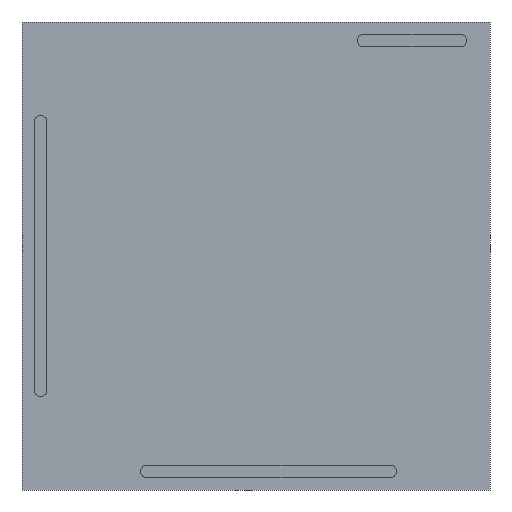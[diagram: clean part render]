
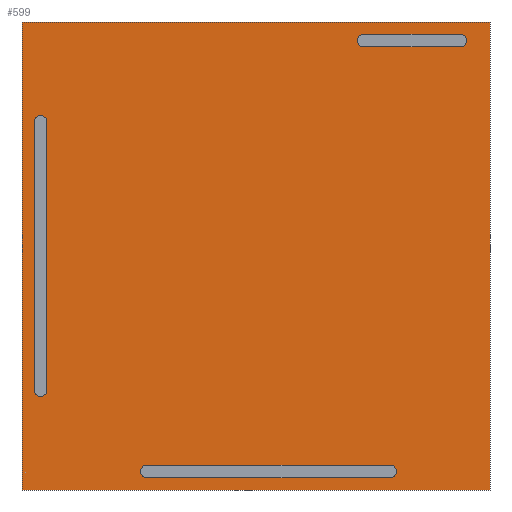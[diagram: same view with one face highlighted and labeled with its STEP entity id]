
A CAD part, left-side view. The second image highlights one B-rep face of the part: STEP entity #599.
In plain terms, the highlighted planar face has unit normal (-1, 0, 0).
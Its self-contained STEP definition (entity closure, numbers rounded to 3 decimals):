
#16=FACE_BOUND('',#100,.T.);
#17=FACE_BOUND('',#101,.T.);
#18=FACE_BOUND('',#102,.T.);
#35=PLANE('',#656);
#66=FACE_OUTER_BOUND('',#99,.T.);
#99=EDGE_LOOP('',(#509,#510,#511,#512));
#100=EDGE_LOOP('',(#513,#514,#515,#516,#517,#518,#519,#520));
#101=EDGE_LOOP('',(#521,#522,#523,#524,#525,#526,#527,#528));
#102=EDGE_LOOP('',(#529,#530,#531,#532,#533,#534,#535,#536));
#113=LINE('',#856,#173);
#119=LINE('',#877,#179);
#125=LINE('',#898,#185);
#129=LINE('',#910,#189);
#132=LINE('',#921,#192);
#136=LINE('',#932,#196);
#139=LINE('',#940,#199);
#144=LINE('',#954,#204);
#147=LINE('',#959,#207);
#150=LINE('',#967,#210);
#152=LINE('',#974,#212);
#156=LINE('',#981,#216);
#159=LINE('',#992,#219);
#161=LINE('',#996,#221);
#162=LINE('',#997,#222);
#163=LINE('',#1001,#223);
#173=VECTOR('',#679,1.);
#179=VECTOR('',#699,1.);
#185=VECTOR('',#719,1.);
#189=VECTOR('',#731,1.);
#192=VECTOR('',#742,1.);
#196=VECTOR('',#756,1.);
#199=VECTOR('',#761,1.);
#204=VECTOR('',#774,1.);
#207=VECTOR('',#779,1.);
#210=VECTOR('',#788,1.);
#212=VECTOR('',#796,1.);
#216=VECTOR('',#802,1.);
#219=VECTOR('',#813,1.);
#221=VECTOR('',#817,1.);
#222=VECTOR('',#818,1.);
#223=VECTOR('',#821,1.);
#229=CIRCLE('',#609,4.);
#232=CIRCLE('',#614,4.);
#233=CIRCLE('',#616,4.);
#236=CIRCLE('',#621,4.);
#237=CIRCLE('',#623,4.);
#240=CIRCLE('',#628,4.);
#243=CIRCLE('',#635,4.);
#244=CIRCLE('',#637,4.);
#247=CIRCLE('',#646,4.);
#248=CIRCLE('',#649,4.);
#251=CIRCLE('',#657,4.);
#252=CIRCLE('',#658,4.);
#253=VERTEX_POINT('',#843);
#254=VERTEX_POINT('',#844);
#257=VERTEX_POINT('',#852);
#260=VERTEX_POINT('',#860);
#261=VERTEX_POINT('',#864);
#262=VERTEX_POINT('',#865);
#265=VERTEX_POINT('',#873);
#268=VERTEX_POINT('',#881);
#269=VERTEX_POINT('',#885);
#270=VERTEX_POINT('',#886);
#273=VERTEX_POINT('',#894);
#276=VERTEX_POINT('',#902);
#278=VERTEX_POINT('',#908);
#282=VERTEX_POINT('',#920);
#283=VERTEX_POINT('',#924);
#284=VERTEX_POINT('',#928);
#287=VERTEX_POINT('',#937);
#288=VERTEX_POINT('',#939);
#293=VERTEX_POINT('',#953);
#294=VERTEX_POINT('',#957);
#295=VERTEX_POINT('',#961);
#296=VERTEX_POINT('',#965);
#298=VERTEX_POINT('',#973);
#300=VERTEX_POINT('',#979);
#304=VERTEX_POINT('',#991);
#305=VERTEX_POINT('',#995);
#306=VERTEX_POINT('',#998);
#307=VERTEX_POINT('',#1000);
#309=EDGE_CURVE('',#253,#254,#229,.T.);
#315=EDGE_CURVE('',#257,#253,#113,.T.);
#317=EDGE_CURVE('',#260,#257,#232,.T.);
#319=EDGE_CURVE('',#261,#262,#233,.T.);
#325=EDGE_CURVE('',#265,#261,#119,.T.);
#327=EDGE_CURVE('',#268,#265,#236,.T.);
#329=EDGE_CURVE('',#269,#270,#237,.T.);
#335=EDGE_CURVE('',#273,#269,#125,.T.);
#337=EDGE_CURVE('',#276,#273,#240,.T.);
#341=EDGE_CURVE('',#270,#278,#129,.T.);
#346=EDGE_CURVE('',#282,#276,#132,.T.);
#348=EDGE_CURVE('',#283,#282,#243,.T.);
#351=EDGE_CURVE('',#278,#284,#244,.T.);
#352=EDGE_CURVE('',#284,#283,#136,.T.);
#355=EDGE_CURVE('',#287,#288,#139,.T.);
#362=EDGE_CURVE('',#293,#268,#144,.T.);
#365=EDGE_CURVE('',#262,#294,#147,.T.);
#366=EDGE_CURVE('',#294,#295,#247,.T.);
#369=EDGE_CURVE('',#295,#296,#150,.T.);
#370=EDGE_CURVE('',#296,#293,#248,.T.);
#372=EDGE_CURVE('',#288,#298,#152,.T.);
#376=EDGE_CURVE('',#254,#300,#156,.T.);
#381=EDGE_CURVE('',#304,#260,#159,.T.);
#383=EDGE_CURVE('',#287,#305,#161,.T.);
#384=EDGE_CURVE('',#298,#305,#162,.T.);
#385=EDGE_CURVE('',#300,#306,#251,.T.);
#386=EDGE_CURVE('',#306,#307,#163,.T.);
#387=EDGE_CURVE('',#307,#304,#252,.T.);
#509=ORIENTED_EDGE('',*,*,#372,.F.);
#510=ORIENTED_EDGE('',*,*,#355,.F.);
#511=ORIENTED_EDGE('',*,*,#383,.T.);
#512=ORIENTED_EDGE('',*,*,#384,.F.);
#513=ORIENTED_EDGE('',*,*,#346,.T.);
#514=ORIENTED_EDGE('',*,*,#337,.T.);
#515=ORIENTED_EDGE('',*,*,#335,.T.);
#516=ORIENTED_EDGE('',*,*,#329,.T.);
#517=ORIENTED_EDGE('',*,*,#341,.T.);
#518=ORIENTED_EDGE('',*,*,#351,.T.);
#519=ORIENTED_EDGE('',*,*,#352,.T.);
#520=ORIENTED_EDGE('',*,*,#348,.T.);
#521=ORIENTED_EDGE('',*,*,#362,.T.);
#522=ORIENTED_EDGE('',*,*,#327,.T.);
#523=ORIENTED_EDGE('',*,*,#325,.T.);
#524=ORIENTED_EDGE('',*,*,#319,.T.);
#525=ORIENTED_EDGE('',*,*,#365,.T.);
#526=ORIENTED_EDGE('',*,*,#366,.T.);
#527=ORIENTED_EDGE('',*,*,#369,.T.);
#528=ORIENTED_EDGE('',*,*,#370,.T.);
#529=ORIENTED_EDGE('',*,*,#381,.T.);
#530=ORIENTED_EDGE('',*,*,#317,.T.);
#531=ORIENTED_EDGE('',*,*,#315,.T.);
#532=ORIENTED_EDGE('',*,*,#309,.T.);
#533=ORIENTED_EDGE('',*,*,#376,.T.);
#534=ORIENTED_EDGE('',*,*,#385,.T.);
#535=ORIENTED_EDGE('',*,*,#386,.T.);
#536=ORIENTED_EDGE('',*,*,#387,.T.);
#599=ADVANCED_FACE('',(#66,#16,#17,#18),#35,.F.);
#609=AXIS2_PLACEMENT_3D('',#845,#669,#670);
#614=AXIS2_PLACEMENT_3D('',#861,#684,#685);
#616=AXIS2_PLACEMENT_3D('',#866,#689,#690);
#621=AXIS2_PLACEMENT_3D('',#882,#704,#705);
#623=AXIS2_PLACEMENT_3D('',#887,#709,#710);
#628=AXIS2_PLACEMENT_3D('',#903,#724,#725);
#635=AXIS2_PLACEMENT_3D('',#925,#746,#747);
#637=AXIS2_PLACEMENT_3D('',#930,#752,#753);
#646=AXIS2_PLACEMENT_3D('',#962,#782,#783);
#649=AXIS2_PLACEMENT_3D('',#969,#791,#792);
#656=AXIS2_PLACEMENT_3D('',#994,#815,#816);
#657=AXIS2_PLACEMENT_3D('',#999,#819,#820);
#658=AXIS2_PLACEMENT_3D('',#1002,#822,#823);
#669=DIRECTION('center_axis',(1.,0.,0.));
#670=DIRECTION('ref_axis',(0.,0.707,0.707));
#679=DIRECTION('',(0.,0.,1.));
#684=DIRECTION('center_axis',(1.,0.,0.));
#685=DIRECTION('ref_axis',(0.,0.707,-0.707));
#689=DIRECTION('center_axis',(1.,0.,0.));
#690=DIRECTION('ref_axis',(0.,0.707,-0.707));
#699=DIRECTION('',(0.,1.,0.));
#704=DIRECTION('center_axis',(1.,0.,0.));
#705=DIRECTION('ref_axis',(0.,-0.707,-0.707));
#709=DIRECTION('center_axis',(1.,0.,0.));
#710=DIRECTION('ref_axis',(0.,0.707,0.707));
#719=DIRECTION('',(0.,0.,1.));
#724=DIRECTION('center_axis',(1.,0.,0.));
#725=DIRECTION('ref_axis',(0.,0.707,-0.707));
#731=DIRECTION('',(0.,-1.,0.));
#742=DIRECTION('',(0.,1.,0.));
#746=DIRECTION('center_axis',(1.,0.,0.));
#747=DIRECTION('ref_axis',(0.,-0.707,-0.707));
#752=DIRECTION('center_axis',(1.,0.,0.));
#753=DIRECTION('ref_axis',(0.,-0.707,0.707));
#756=DIRECTION('',(0.,0.,-1.));
#761=DIRECTION('',(0.,1.,0.));
#774=DIRECTION('',(0.,0.,-1.));
#779=DIRECTION('',(0.,0.,1.));
#782=DIRECTION('center_axis',(1.,0.,0.));
#783=DIRECTION('ref_axis',(0.,0.707,0.707));
#788=DIRECTION('',(0.,-1.,0.));
#791=DIRECTION('center_axis',(1.,0.,0.));
#792=DIRECTION('ref_axis',(0.,-0.707,0.707));
#796=DIRECTION('',(0.,0.,1.));
#802=DIRECTION('',(0.,-1.,0.));
#813=DIRECTION('',(0.,1.,0.));
#815=DIRECTION('center_axis',(1.,0.,0.));
#816=DIRECTION('ref_axis',(0.,0.,-1.));
#817=DIRECTION('',(0.,0.,1.));
#818=DIRECTION('',(0.,-1.,0.));
#819=DIRECTION('center_axis',(1.,0.,0.));
#820=DIRECTION('ref_axis',(0.,-0.707,0.707));
#821=DIRECTION('',(0.,0.,-1.));
#822=DIRECTION('center_axis',(1.,0.,0.));
#823=DIRECTION('ref_axis',(0.,-0.707,-0.707));
#843=CARTESIAN_POINT('',(0.,85.,288.2));
#844=CARTESIAN_POINT('',(0.,81.,292.2));
#845=CARTESIAN_POINT('Origin',(0.,81.,288.2));
#852=CARTESIAN_POINT('',(0.,85.,288.));
#856=CARTESIAN_POINT('',(0.,85.,231.55));
#860=CARTESIAN_POINT('',(0.,81.,284.));
#861=CARTESIAN_POINT('Origin',(0.,81.,288.));
#864=CARTESIAN_POINT('',(0.,288.2,60.));
#865=CARTESIAN_POINT('',(0.,292.2,64.));
#866=CARTESIAN_POINT('Origin',(0.,288.2,64.));
#873=CARTESIAN_POINT('',(0.,288.,60.));
#877=CARTESIAN_POINT('',(0.,244.05,60.));
#881=CARTESIAN_POINT('',(0.,284.,64.));
#882=CARTESIAN_POINT('Origin',(0.,288.,64.));
#885=CARTESIAN_POINT('',(0.,224.,12.));
#886=CARTESIAN_POINT('',(0.,220.,16.));
#887=CARTESIAN_POINT('Origin',(0.,220.,12.));
#894=CARTESIAN_POINT('',(0.,224.,11.8));
#898=CARTESIAN_POINT('',(0.,224.,43.45));
#902=CARTESIAN_POINT('',(0.,220.,7.8));
#903=CARTESIAN_POINT('Origin',(0.,220.,11.8));
#908=CARTESIAN_POINT('',(0.,64.,16.));
#910=CARTESIAN_POINT('',(0.,225.,16.));
#920=CARTESIAN_POINT('',(0.,64.,7.8));
#921=CARTESIAN_POINT('',(0.,75.,7.8));
#924=CARTESIAN_POINT('',(0.,60.,11.8));
#925=CARTESIAN_POINT('Origin',(0.,64.,11.8));
#928=CARTESIAN_POINT('',(0.,60.,12.));
#930=CARTESIAN_POINT('Origin',(0.,64.,12.));
#932=CARTESIAN_POINT('',(0.,60.,43.45));
#937=CARTESIAN_POINT('',(0.,0.,0.));
#939=CARTESIAN_POINT('',(0.,300.,0.));
#940=CARTESIAN_POINT('',(0.,100.,0.));
#953=CARTESIAN_POINT('',(0.,284.,236.));
#954=CARTESIAN_POINT('',(0.,284.,62.5));
#957=CARTESIAN_POINT('',(0.,292.2,236.));
#959=CARTESIAN_POINT('',(0.,292.2,62.5));
#961=CARTESIAN_POINT('',(0.,288.2,240.));
#962=CARTESIAN_POINT('Origin',(0.,288.2,236.));
#965=CARTESIAN_POINT('',(0.,288.,240.));
#967=CARTESIAN_POINT('',(0.,244.05,240.));
#969=CARTESIAN_POINT('Origin',(0.,288.,236.));
#973=CARTESIAN_POINT('',(0.,300.,300.));
#974=CARTESIAN_POINT('',(0.,300.,100.));
#979=CARTESIAN_POINT('',(0.,19.,292.2));
#981=CARTESIAN_POINT('',(0.,82.5,292.2));
#991=CARTESIAN_POINT('',(0.,19.,284.));
#992=CARTESIAN_POINT('',(0.,62.5,284.));
#994=CARTESIAN_POINT('Origin',(0.,200.,175.));
#995=CARTESIAN_POINT('',(0.,0.,300.));
#996=CARTESIAN_POINT('',(0.,0.,250.));
#997=CARTESIAN_POINT('',(0.,245.,300.));
#998=CARTESIAN_POINT('',(0.,15.,288.2));
#999=CARTESIAN_POINT('Origin',(0.,19.,288.2));
#1000=CARTESIAN_POINT('',(0.,15.,288.));
#1001=CARTESIAN_POINT('',(0.,15.,231.55));
#1002=CARTESIAN_POINT('Origin',(0.,19.,288.));
